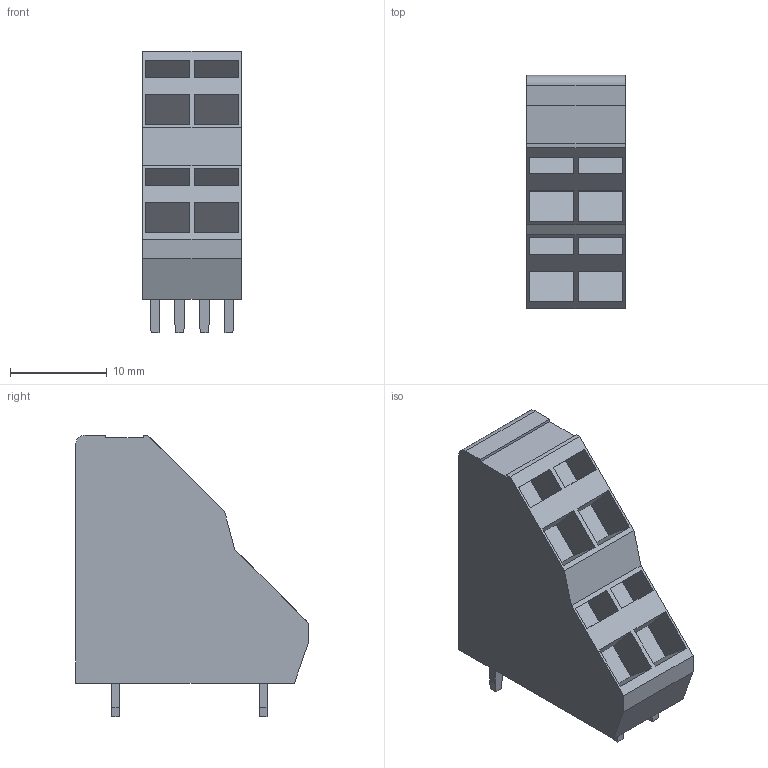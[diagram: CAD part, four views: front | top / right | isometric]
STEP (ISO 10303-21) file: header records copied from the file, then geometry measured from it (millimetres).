
FILE_DESCRIPTION(('CATIA V5 STEP Exchange','CAx-IF Rec.Pracs.--- Model Styling and Organization---1.2---2011-12-15'),'2;1');
FILE_NAME ('D1455649_0_1764810000_1764810000.stp','2018-09-07T09:41:03+00:00',('none'),('Weidmueller'),'CATIA Version 5-6 Release 2014','CATIA V5 STEP AP214','none');
FILE_SCHEMA(('AUTOMOTIVE_DESIGN { 1 0 10303 214 1 1 1 1 }'));
Length unit declared in the file: millimetre
Products named in the file (1): 1764810000
Bounding box: 10.16 x 24.05 x 29.1 mm (x, y, z)
Volume: 4115.5 mm3; surface area: 2341.8 mm2
Topology: 5 solids, 5 shells, 87 faces, 223 edges, 154 vertices
Faces by surface type: plane 86, cylinder 1
Entity records: 2466 total; most frequent: ORIENTED_EDGE 446, CARTESIAN_POINT 437, DIRECTION 329, EDGE_CURVE 223, VECTOR 217, LINE 217, VERTEX_POINT 154, EDGE_LOOP 95
